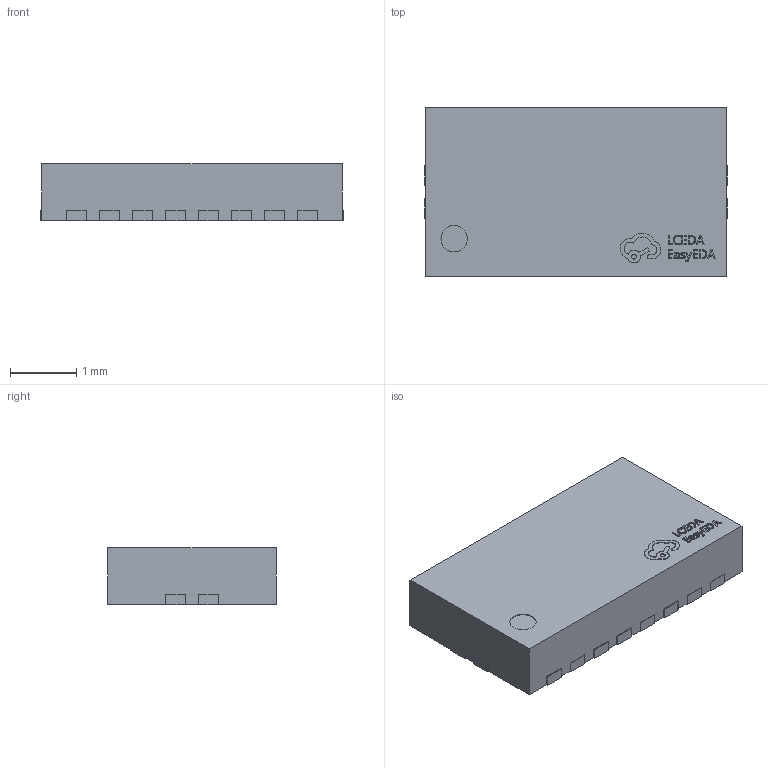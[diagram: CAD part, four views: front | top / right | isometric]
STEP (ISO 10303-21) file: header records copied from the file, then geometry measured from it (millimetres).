
FILE_DESCRIPTION (( 'STEP AP214' ), '1' );
FILE_NAME ('V-QFN4525-20_L4.5-W2.5-P0.50-BL.STEP', '2023-07-09T15:12:21', ( '' ), ( '' ), 'SwSTEP 2.0', 'SolidWorks 2020', '' );
FILE_SCHEMA (( 'AUTOMOTIVE_DESIGN' ));
Length unit declared in the file: millimetre
Products named in the file (1): V-QFN4525-20_L4.5-W2.5-P0.50-BL
Bounding box: 4.57 x 2.57 x 0.87 mm (x, y, z)
Volume: 9.9 mm3; surface area: 36 mm2
Topology: 1 solids, 1 shells, 360 faces, 1011 edges, 674 vertices
Faces by surface type: plane 259, bspline 98, cylinder 3
Entity records: 15967 total; most frequent: CARTESIAN_POINT 3352, ORIENTED_EDGE 2022, DIRECTION 1343, EDGE_CURVE 1011, VECTOR 805, LINE 805, VERTEX_POINT 674, EDGE_LOOP 381
